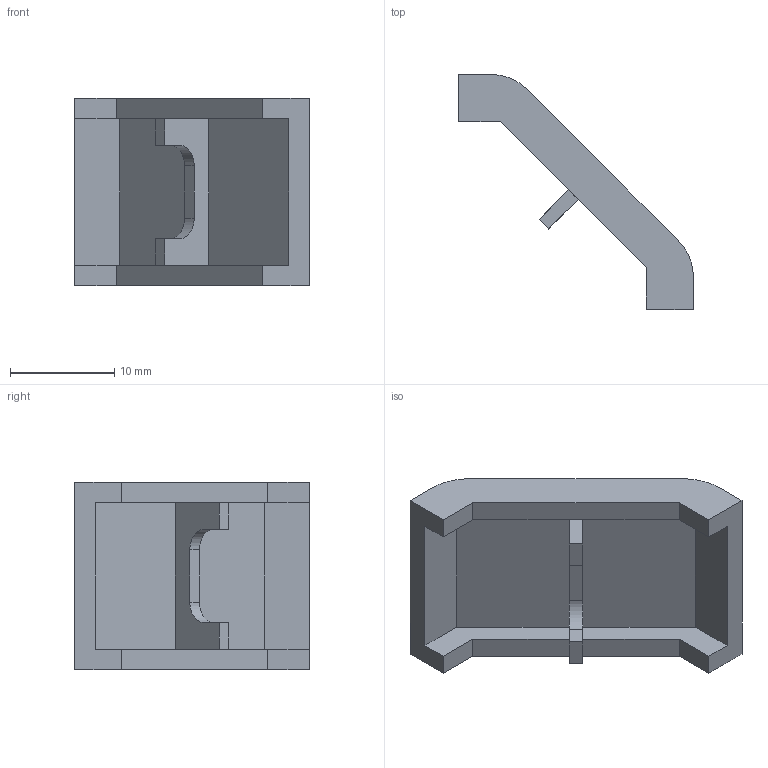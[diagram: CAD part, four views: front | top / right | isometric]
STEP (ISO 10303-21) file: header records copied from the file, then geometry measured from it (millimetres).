
FILE_DESCRIPTION((''),'2;1');
FILE_NAME('AR3428.stp','2016-08-23T13:36:21',('Konstruktor II'),(''),'Autodesk Inventor 2013','Autodesk Inventor 2013','');
FILE_SCHEMA(('AUTOMOTIVE_DESIGN { 1 0 10303 214 1 1 1 1 }'));
Length unit declared in the file: millimetre
Products named in the file (1): AR3428
Bounding box: 22.5 x 22.5 x 18 mm (x, y, z)
Volume: 1493.8 mm3; surface area: 1761.3 mm2
Topology: 1 solids, 1 shells, 34 faces, 92 edges, 60 vertices
Faces by surface type: plane 30, cylinder 4
Entity records: 1078 total; most frequent: CARTESIAN_POINT 187, ORIENTED_EDGE 184, DIRECTION 170, EDGE_CURVE 92, VECTOR 84, LINE 84, VERTEX_POINT 60, AXIS2_PLACEMENT_3D 43
